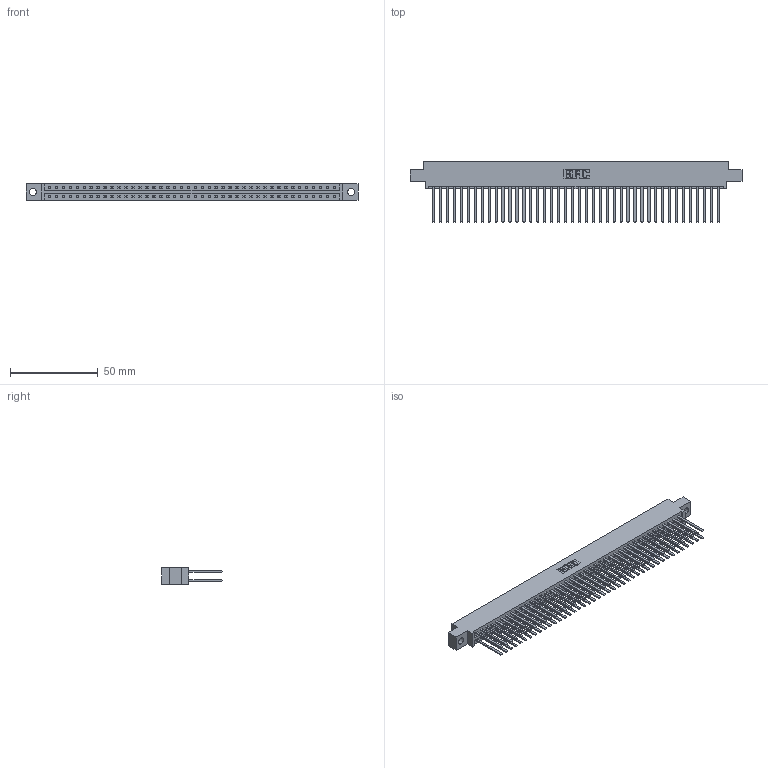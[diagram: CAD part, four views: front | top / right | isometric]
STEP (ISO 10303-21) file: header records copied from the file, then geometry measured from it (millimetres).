
FILE_DESCRIPTION (( 'STEP AP203' ), '1' );
FILE_NAME ('387-084-544-804.STEP', '2018-09-23T22:23:02', ( '' ), ( '' ), 'SwSTEP 2.0', 'SolidWorks 2016', '' );
FILE_SCHEMA (( 'CONFIG_CONTROL_DESIGN' ));
Length unit declared in the file: inch
Products named in the file (3): 337 Part_0.170 Offset - 0.156 Dia-TH; 345-292-001_345-293-144; 387-084-544-804
Assembly tree (85 placements, depth 2):
  387-084-544-804
    337 Part_0.170 Offset - 0.156 Dia-TH
    345-292-001_345-293-144  x84
Bounding box: 189.43 x 34.3 x 9.4 mm (x, y, z)
Volume: 20936.1 mm3; surface area: 27420.2 mm2
Topology: 85 solids, 85 shells, 4150 faces, 12335 edges, 8110 vertices
Faces by surface type: plane 2930, cylinder 1220
Entity records: 32515 total; most frequent: CARTESIAN_POINT 5478, ORIENTED_EDGE 5414, DIRECTION 4655, EDGE_CURVE 2707, VECTOR 2583, LINE 2583, VERTEX_POINT 1802, AXIS2_PLACEMENT_3D 1036
